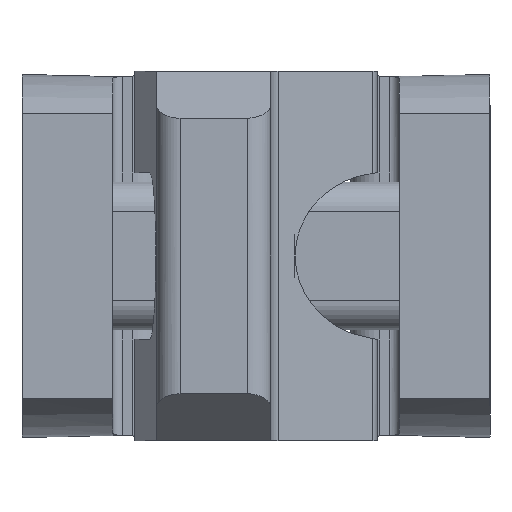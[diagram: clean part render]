
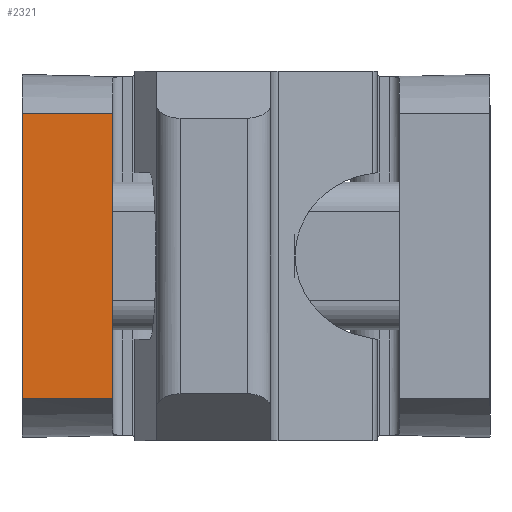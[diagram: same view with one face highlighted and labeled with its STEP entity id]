
A CAD part, left-side view. The second image highlights one B-rep face of the part: STEP entity #2321.
In plain terms, the highlighted planar face has unit normal (-1, 0, 0).
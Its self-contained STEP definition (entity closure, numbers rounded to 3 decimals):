
#1733=VERTEX_POINT('',#4639);
#2153=VERTEX_POINT('',#5100);
#2321=ADVANCED_FACE('',(#5283),#5284,.T.);
#2425=VERTEX_POINT('',#5399);
#2693=EDGE_CURVE('',#4241,#2425,#5695,.T.);
#2831=EDGE_CURVE('',#2153,#1733,#5849,.T.);
#3241=EDGE_CURVE('',#1733,#4241,#6296,.T.);
#3475=EDGE_CURVE('',#2153,#2425,#6547,.T.);
#4241=VERTEX_POINT('',#7386);
#4639=CARTESIAN_POINT('',(62.2,69.6,-21.137));
#5100=CARTESIAN_POINT('',(62.2,56.1,-21.137));
#5283=FACE_OUTER_BOUND('',#8892,.T.);
#5284=PLANE('',#8893);
#5399=CARTESIAN_POINT('',(62.2,56.1,21.137));
#5695=LINE('',#9538,#9539);
#5849=LINE('',#9805,#9806);
#6296=LINE('',#10418,#10419);
#6547=LINE('',#10808,#10809);
#7386=CARTESIAN_POINT('',(62.2,69.6,21.137));
#8892=EDGE_LOOP('',(#13266,#13267,#13268,#13269));
#8893=AXIS2_PLACEMENT_3D('',#13270,#13271,#13272);
#9538=CARTESIAN_POINT('',(62.2,62.85,21.137));
#9539=VECTOR('',#13744,1.0);
#9805=CARTESIAN_POINT('',(62.2,62.85,-21.137));
#9806=VECTOR('',#13910,1.0);
#10418=CARTESIAN_POINT('',(62.2,69.6,-28.0));
#10419=VECTOR('',#14434,1.0);
#10808=CARTESIAN_POINT('',(62.2,56.1,-28.0));
#10809=VECTOR('',#14736,1.0);
#13266=ORIENTED_EDGE('',*,*,#2831,.F.);
#13267=ORIENTED_EDGE('',*,*,#3475,.T.);
#13268=ORIENTED_EDGE('',*,*,#2693,.F.);
#13269=ORIENTED_EDGE('',*,*,#3241,.F.);
#13270=CARTESIAN_POINT('',(62.2,56.1,-28.0));
#13271=DIRECTION('',(-1.0,0.,0.0));
#13272=DIRECTION('',(0.,-1.0,0.0));
#13744=DIRECTION('',(0.,-1.0,0.0));
#13910=DIRECTION('',(0.,1.0,0.0));
#14434=DIRECTION('',(0.0,0.0,1.0));
#14736=DIRECTION('',(0.0,0.0,1.0));
